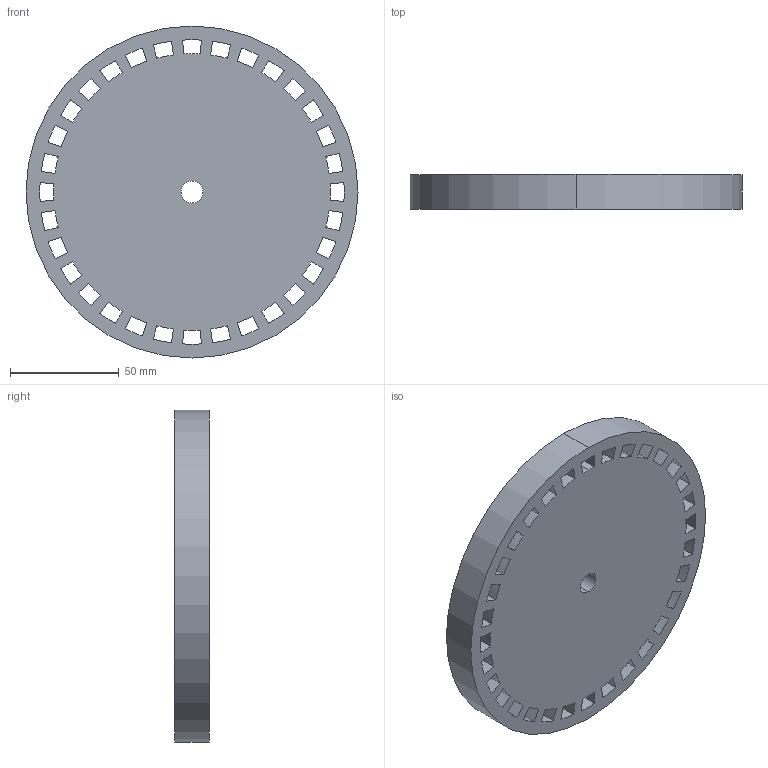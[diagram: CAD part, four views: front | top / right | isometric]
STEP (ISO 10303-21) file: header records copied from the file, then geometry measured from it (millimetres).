
FILE_DESCRIPTION (( 'STEP AP214' ), '1' );
FILE_NAME ('Sample Rotor 2.STEP', '2024-04-17T23:32:50', ( '' ), ( '' ), 'SwSTEP 2.0', 'SolidWorks 2023', '' );
FILE_SCHEMA (( 'AUTOMOTIVE_DESIGN' ));
Length unit declared in the file: inch
Products named in the file (1): Sample Rotor 2
Bounding box: 152.4 x 15.88 x 152.4 mm (x, y, z)
Volume: 262059.5 mm3; surface area: 55842.5 mm2
Topology: 1 solids, 1 shells, 136 faces, 402 edges, 268 vertices
Faces by surface type: cylinder 70, plane 66
Entity records: 4745 total; most frequent: DIRECTION 816, CARTESIAN_POINT 807, ORIENTED_EDGE 804, EDGE_CURVE 402, AXIS2_PLACEMENT_3D 277, VERTEX_POINT 268, LINE 262, VECTOR 262
